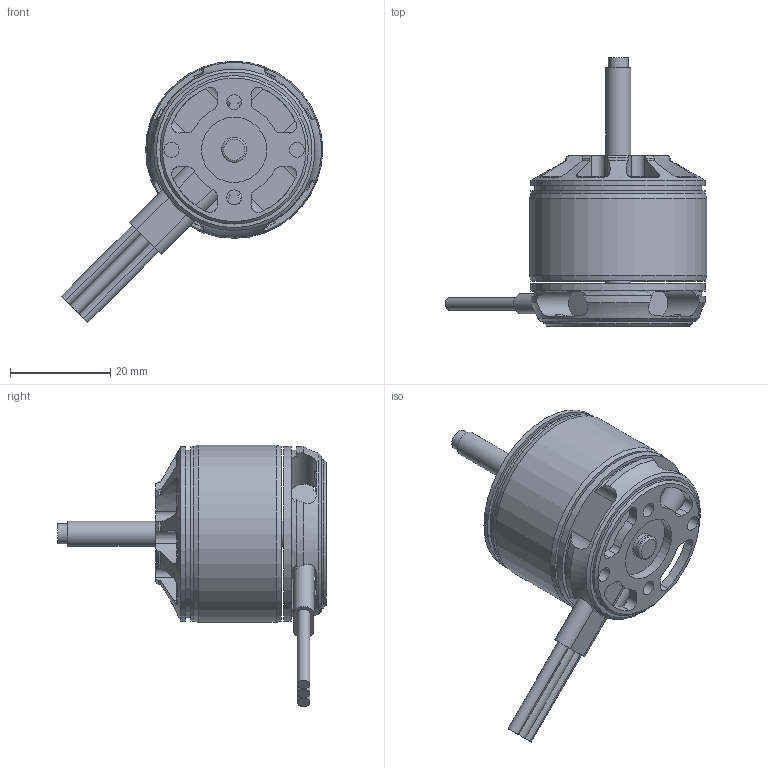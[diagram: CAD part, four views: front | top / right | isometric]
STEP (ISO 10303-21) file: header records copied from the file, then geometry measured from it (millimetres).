
FILE_DESCRIPTION(/* description */ (''),/* implementation_level */ '2;1');
FILE_NAME(/* name */ 'Flash_Hobby_D3536EVO v3.step',/* time_stamp */ '2023-05-23T18:56:12-04:00',/* author */ (''),/* organization */ (''),/* preprocessor_version */ 'ST-DEVELOPER v19.2',/* originating_system */ 'Autodesk Translation Framework v12.4.0.73',/* authorisation */ '');
FILE_SCHEMA (('AUTOMOTIVE_DESIGN { 1 0 10303 214 3 1 1 }'));
Length unit declared in the file: millimetre
Products named in the file (2): Flash_Hobby_D3536EVO; Component1
Assembly tree (1 placements, depth 2):
  Flash_Hobby_D3536EVO
    Component1
Bounding box: 52.12 x 53.5 x 52.12 mm (x, y, z)
Volume: 22014.8 mm3; surface area: 15197.4 mm2
Topology: 4 solids, 4 shells, 350 faces, 999 edges, 643 vertices
Faces by surface type: cylinder 183, plane 112, bspline 27, torus 14, cone 14
Full cylindrical faces by diameter (mm): 3 x9, 4 x1, 4.8 x2, 5 x6, 13 x1, 28 x1, 29 x1, 29.6 x1, 33.35 x1, 34.8 x3, 35.3 x1
Entity records: 12866 total; most frequent: CARTESIAN_POINT 3629, ORIENTED_EDGE 1998, DIRECTION 1936, EDGE_CURVE 999, AXIS2_PLACEMENT_3D 778, VERTEX_POINT 643, CIRCLE 444, EDGE_LOOP 382
